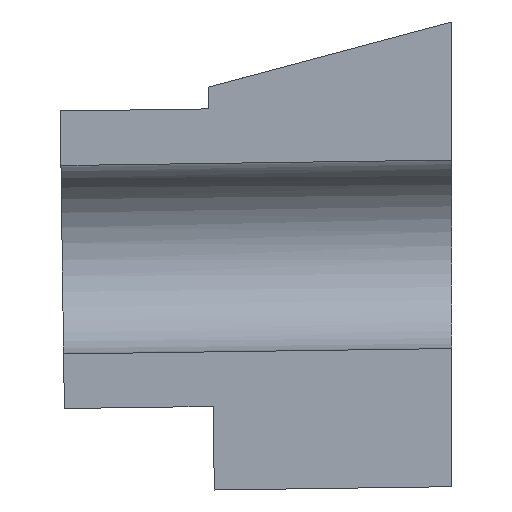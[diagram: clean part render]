
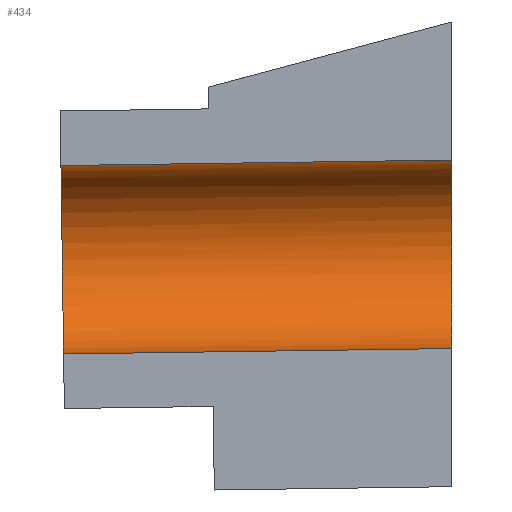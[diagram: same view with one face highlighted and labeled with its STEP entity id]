
A CAD part, left-side view. The second image highlights one B-rep face of the part: STEP entity #434.
In plain terms, the highlighted cylindrical face has radius 1.9 mm (diameter 3.8 mm), a partial arc.
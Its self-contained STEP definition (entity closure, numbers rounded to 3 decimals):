
#15=ELLIPSE('',#481,1.9,1.9);
#44=FACE_OUTER_BOUND('',#68,.T.);
#68=EDGE_LOOP('',(#329,#330,#331,#332));
#102=LINE('',#678,#154);
#103=LINE('',#679,#155);
#154=VECTOR('',#552,10.);
#155=VECTOR('',#553,10.);
#196=CIRCLE('',#477,1.9);
#211=VERTEX_POINT('',#657);
#212=VERTEX_POINT('',#659);
#217=VERTEX_POINT('',#675);
#218=VERTEX_POINT('',#676);
#254=EDGE_CURVE('',#211,#212,#196,.T.);
#262=EDGE_CURVE('',#217,#218,#15,.T.);
#263=EDGE_CURVE('',#217,#212,#102,.T.);
#264=EDGE_CURVE('',#218,#211,#103,.T.);
#329=ORIENTED_EDGE('',*,*,#262,.F.);
#330=ORIENTED_EDGE('',*,*,#263,.T.);
#331=ORIENTED_EDGE('',*,*,#254,.F.);
#332=ORIENTED_EDGE('',*,*,#264,.F.);
#425=CYLINDRICAL_SURFACE('',#480,1.9);
#434=ADVANCED_FACE('',(#44),#425,.F.);
#477=AXIS2_PLACEMENT_3D('',#660,#535,#536);
#480=AXIS2_PLACEMENT_3D('',#674,#548,#549);
#481=AXIS2_PLACEMENT_3D('',#677,#550,#551);
#535=DIRECTION('center_axis',(0.,-1.,0.014));
#536=DIRECTION('ref_axis',(0.,0.014,1.));
#548=DIRECTION('center_axis',(0.,-1.,0.014));
#549=DIRECTION('ref_axis',(0.,0.014,1.));
#550=DIRECTION('center_axis',(0.,1.,0.));
#551=DIRECTION('ref_axis',(0.,0.,1.));
#552=DIRECTION('',(0.,1.,-0.014));
#553=DIRECTION('',(0.,1.,-0.014));
#657=CARTESIAN_POINT('',(-37.6,6.036,-184.441));
#659=CARTESIAN_POINT('',(-37.6,6.089,-180.642));
#660=CARTESIAN_POINT('Origin',(-37.6,6.063,-182.541));
#674=CARTESIAN_POINT('Origin',(-37.6,3.063,-182.5));
#675=CARTESIAN_POINT('',(-37.6,-1.791,-180.532));
#676=CARTESIAN_POINT('',(-37.6,-1.791,-184.332));
#677=CARTESIAN_POINT('Origin',(-37.6,-1.791,-182.432));
#678=CARTESIAN_POINT('',(-37.6,3.089,-180.6));
#679=CARTESIAN_POINT('',(-37.6,3.036,-184.399));
